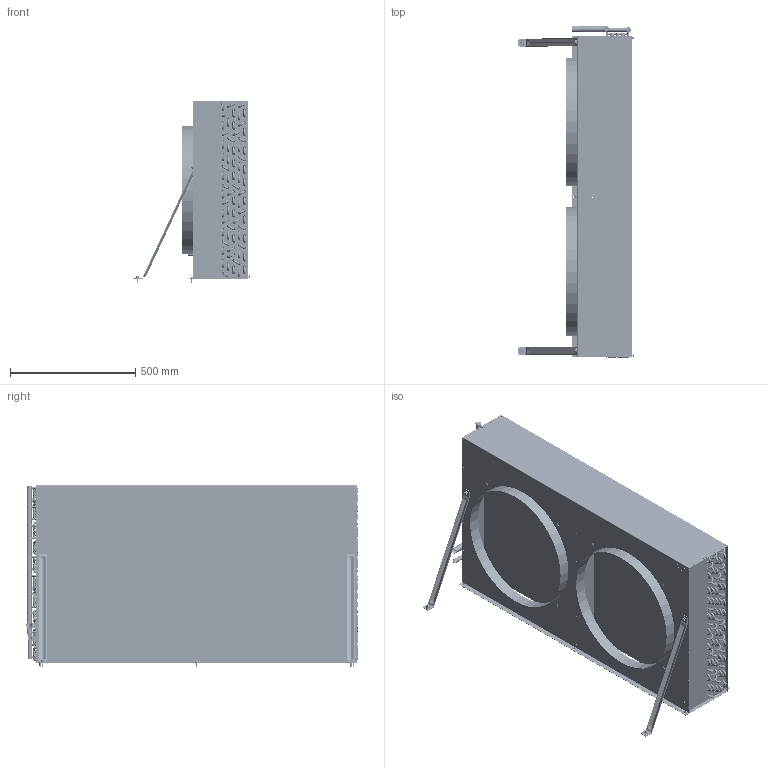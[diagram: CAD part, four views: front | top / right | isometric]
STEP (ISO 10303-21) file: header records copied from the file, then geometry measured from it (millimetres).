
FILE_DESCRIPTION((''),'2;1');
FILE_NAME('8708N400_ASM','2020-02-25T',('U333183'),('DANFOSS COMMERCIAL COMPRESSOR'),'CREO PARAMETRIC BY PTC INC, 2018070','CREO PARAMETRIC BY PTC INC, 2018070','');
FILE_SCHEMA(('CONFIG_CONTROL_DESIGN'));
Products named in the file (22): 2851250C70_1; 2851250C70_2; 2851250C70_3; 2851250C70_4; 2851250C70_5; 2851250C70_6; 2851250C70_7; 2851250C70_8; 2851250C70_9; 2851250C70_ASM; 118B0044; 99000000; 118A0133; 92503938; 84RM8X21XXXPIAF00; 84RM8X14XXXDENF00; 84FM8X25XXXTESF00; 84RM6X18XXXPIAF00; 84RM6X11XXXDENF00; 84FM6X20XXXTCLF01; 84FM5X16XXXBUTF00; 8708N400_ASM
Assembly tree (162 placements, depth 3):
  8708N400_ASM
    2851250C70_ASM
      2851250C70_1
      2851250C70_2
      2851250C70_3
      2851250C70_4  x70
      2851250C70_5  x60
      2851250C70_6  x3
      2851250C70_7
      2851250C70_8
      2851250C70_9
    118B0044
    99000000
    118A0133
    92503938  x2
    84RM8X21XXXPIAF00  x2
    84RM8X14XXXDENF00  x2
    84FM8X25XXXTESF00  x2
    84RM6X18XXXPIAF00  x2
    84RM6X11XXXDENF00  x2
    84FM6X20XXXTCLF01  x2
    84FM5X16XXXBUTF00  x5
Bounding box: 460.87 x 1323.94 x 725.1 mm (x, y, z)
Volume: 83309938.6 mm3; surface area: 19636388.4 mm2
Topology: 162 solids, 168 shells, 9811 faces, 23155 edges, 13926 vertices
Faces by surface type: torus 3152, plane 2919, cylinder 2916, cone 640, bspline 180, sphere 4
Entity records: 189472 total; most frequent: CARTESIAN_POINT 42036, DIRECTION 33474, ORIENTED_EDGE 28983, EDGE_CURVE 14542, AXIS2_PLACEMENT_3D 13684, VERTEX_POINT 9018, CIRCLE 7603, EDGE_LOOP 7239
